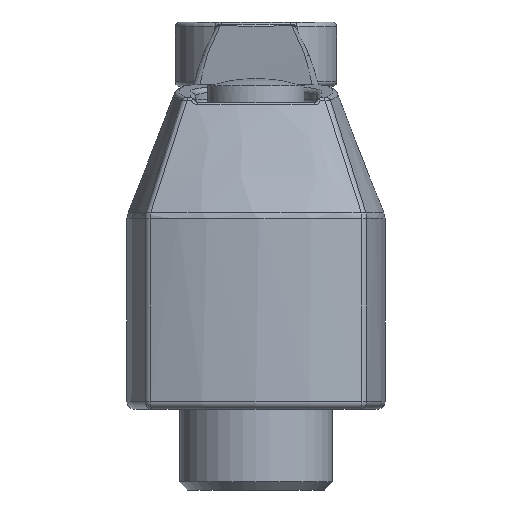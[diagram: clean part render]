
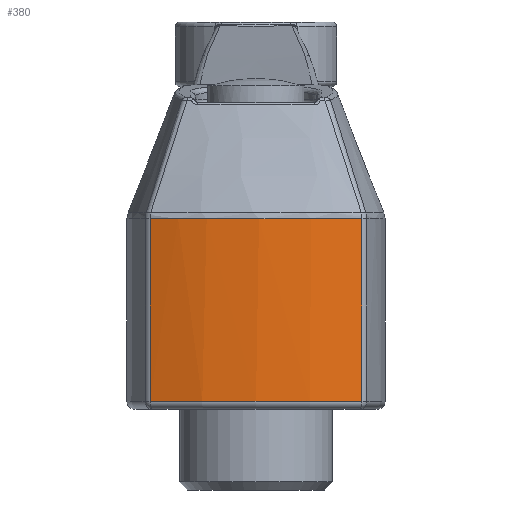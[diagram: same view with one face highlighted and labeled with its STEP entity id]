
A CAD part, left-side view. The second image highlights one B-rep face of the part: STEP entity #380.
In plain terms, the highlighted cylindrical face has radius 19.619 mm (diameter 39.239 mm), a partial arc.
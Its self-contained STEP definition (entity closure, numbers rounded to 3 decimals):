
#380 = ADVANCED_FACE( '', ( #795 ), #796, .T. );
#795 = FACE_OUTER_BOUND( '', #7049, .T. );
#796 = CYLINDRICAL_SURFACE( '', #7050, 19.619 );
#7049 = EDGE_LOOP( '', ( #11179, #11180, #11181, #11182 ) );
#7050 = AXIS2_PLACEMENT_3D( '', #11183, #11184, #11185 );
#11179 = ORIENTED_EDGE( '', *, *, #11754, .T. );
#11180 = ORIENTED_EDGE( '', *, *, #11773, .T. );
#11181 = ORIENTED_EDGE( '', *, *, #11635, .T. );
#11182 = ORIENTED_EDGE( '', *, *, #11543, .T. );
#11183 = CARTESIAN_POINT( '', ( 11.619, 0., 0. ) );
#11184 = DIRECTION( '', ( 0., 0., 1. ) );
#11185 = DIRECTION( '', ( -1., 0., 0. ) );
#11543 = EDGE_CURVE( '', #11886, #12098, #12100, .T. );
#11635 = EDGE_CURVE( '', #12231, #11886, #12232, .F. );
#11754 = EDGE_CURVE( '', #12098, #11907, #12377, .T. );
#11773 = EDGE_CURVE( '', #11907, #12231, #12398, .F. );
#11886 = VERTEX_POINT( '', #12732 );
#11907 = VERTEX_POINT( '', #12820 );
#12098 = VERTEX_POINT( '', #13828 );
#12100 = B_SPLINE_CURVE_WITH_KNOTS( '', 3, ( #13833, #13834, #13835, #13836, #13837, #13838, #13839, #13840, #13841, #13842, #13843, #13844, #13845, #13846, #13847, #13848, #13849, #13850, #13851, #13852, #13853, #13854, #13855, #13856, #13857, #13858, #13859, #13860, #13861, #13862, #13863, #13864, #13865, #13866, #13867, #13868, #13869 ), .UNSPECIFIED., .F., .F., ( 4, 2, 1, 1, 2, 2, 2, 1, 1, 1, 2, 2, 2, 2, 2, 1, 2, 2, 1, 2, 2, 4 ), ( 0., 0., 0., 0.001, 0.001, 0.002, 0.003, 0.004, 0.004, 0.005, 0.006, 0.007, 0.007, 0.008, 0.009, 0.01, 0.01, 0.011, 0.012, 0.013, 0.013, 0.014 ), .UNSPECIFIED. );
#12231 = VERTEX_POINT( '', #15063 );
#12232 = LINE( '', #15064, #15065 );
#12377 = LINE( '', #16029, #16030 );
#12398 = CIRCLE( '', #16154, 19.619 );
#12732 = CARTESIAN_POINT( '', ( -6.869, -6.565, 11.806 ) );
#12820 = CARTESIAN_POINT( '', ( -6.869, 6.565, 0.5 ) );
#13828 = CARTESIAN_POINT( '', ( -6.869, 6.565, 11.806 ) );
#13833 = CARTESIAN_POINT( '', ( -6.869, -6.565, 11.806 ) );
#13834 = CARTESIAN_POINT( '', ( -6.881, -6.532, 11.806 ) );
#13835 = CARTESIAN_POINT( '', ( -6.892, -6.499, 11.806 ) );
#13836 = CARTESIAN_POINT( '', ( -6.916, -6.432, 11.806 ) );
#13837 = CARTESIAN_POINT( '', ( -6.95, -6.332, 11.806 ) );
#13838 = CARTESIAN_POINT( '', ( -7.029, -6.099, 11.806 ) );
#13839 = CARTESIAN_POINT( '', ( -7.093, -5.899, 11.805 ) );
#13840 = CARTESIAN_POINT( '', ( -7.216, -5.497, 11.805 ) );
#13841 = CARTESIAN_POINT( '', ( -7.293, -5.228, 11.805 ) );
#13842 = CARTESIAN_POINT( '', ( -7.433, -4.689, 11.804 ) );
#13843 = CARTESIAN_POINT( '', ( -7.498, -4.418, 11.804 ) );
#13844 = CARTESIAN_POINT( '', ( -7.616, -3.875, 11.803 ) );
#13845 = CARTESIAN_POINT( '', ( -7.721, -3.329, 11.802 ) );
#13846 = CARTESIAN_POINT( '', ( -7.845, -2.505, 11.802 ) );
#13847 = CARTESIAN_POINT( '', ( -7.934, -1.675, 11.801 ) );
#13848 = CARTESIAN_POINT( '', ( -7.97, -1.117, 11.801 ) );
#13849 = CARTESIAN_POINT( '', ( -7.988, -0.698, 11.801 ) );
#13850 = CARTESIAN_POINT( '', ( -7.993, -0.558, 11.801 ) );
#13851 = CARTESIAN_POINT( '', ( -7.999, -0.277, 11.801 ) );
#13852 = CARTESIAN_POINT( '', ( -8., -0.136, 11.801 ) );
#13853 = CARTESIAN_POINT( '', ( -8., 0.286, 11.801 ) );
#13854 = CARTESIAN_POINT( '', ( -7.994, 0.567, 11.802 ) );
#13855 = CARTESIAN_POINT( '', ( -7.97, 1.126, 11.802 ) );
#13856 = CARTESIAN_POINT( '', ( -7.952, 1.405, 11.802 ) );
#13857 = CARTESIAN_POINT( '', ( -7.904, 1.96, 11.802 ) );
#13858 = CARTESIAN_POINT( '', ( -7.844, 2.513, 11.802 ) );
#13859 = CARTESIAN_POINT( '', ( -7.762, 3.062, 11.803 ) );
#13860 = CARTESIAN_POINT( '', ( -7.667, 3.608, 11.803 ) );
#13861 = CARTESIAN_POINT( '', ( -7.614, 3.881, 11.803 ) );
#13862 = CARTESIAN_POINT( '', ( -7.497, 4.423, 11.804 ) );
#13863 = CARTESIAN_POINT( '', ( -7.368, 4.964, 11.804 ) );
#13864 = CARTESIAN_POINT( '', ( -7.215, 5.5, 11.805 ) );
#13865 = CARTESIAN_POINT( '', ( -7.092, 5.901, 11.805 ) );
#13866 = CARTESIAN_POINT( '', ( -7.05, 6.034, 11.805 ) );
#13867 = CARTESIAN_POINT( '', ( -6.962, 6.3, 11.806 ) );
#13868 = CARTESIAN_POINT( '', ( -6.916, 6.433, 11.806 ) );
#13869 = CARTESIAN_POINT( '', ( -6.869, 6.565, 11.806 ) );
#15063 = CARTESIAN_POINT( '', ( -6.869, -6.565, 0.5 ) );
#15064 = CARTESIAN_POINT( '', ( -6.869, -6.565, 0. ) );
#15065 = VECTOR( '', #16508, 1000. );
#16029 = CARTESIAN_POINT( '', ( -6.869, 6.565, 0. ) );
#16030 = VECTOR( '', #16595, 1000. );
#16154 = AXIS2_PLACEMENT_3D( '', #16608, #16609, #16610 );
#16508 = DIRECTION( '', ( 0., 0., -1. ) );
#16595 = DIRECTION( '', ( 0., 0., -1. ) );
#16608 = CARTESIAN_POINT( '', ( 11.619, 0., 0.5 ) );
#16609 = DIRECTION( '', ( 0., 0., -1. ) );
#16610 = DIRECTION( '', ( -1., 0., 0. ) );
